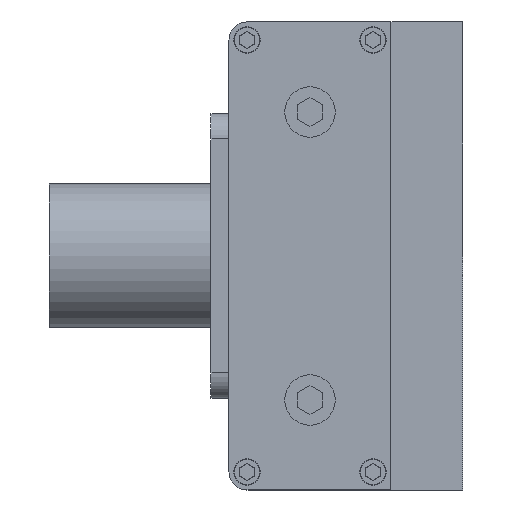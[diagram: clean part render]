
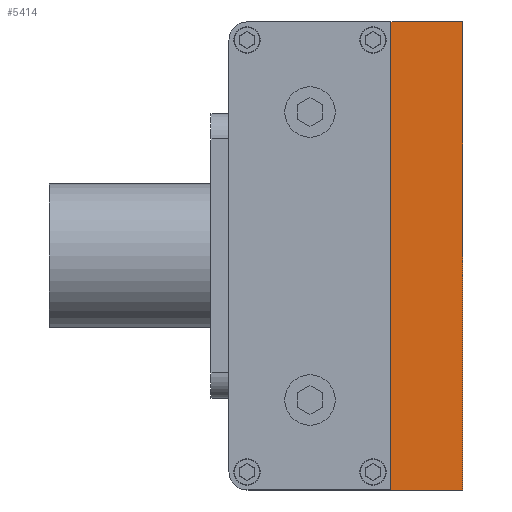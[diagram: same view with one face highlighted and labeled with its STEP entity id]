
A CAD part, left-side view. The second image highlights one B-rep face of the part: STEP entity #5414.
In plain terms, the highlighted planar face has unit normal (-1, 0, 0).
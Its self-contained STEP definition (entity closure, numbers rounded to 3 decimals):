
#263 = LINE ( 'NONE', #2681, #7736 ) ;
#522 = DIRECTION ( 'NONE',  ( 1., 0., 0. ) ) ;
#590 = VECTOR ( 'NONE', #7275, 1000. ) ;
#695 = CARTESIAN_POINT ( 'NONE',  ( -473., 0., -65. ) ) ;
#1342 = CARTESIAN_POINT ( 'NONE',  ( -473., -20., 65. ) ) ;
#1425 = DIRECTION ( 'NONE',  ( 0., 1., 0. ) ) ;
#1531 = CARTESIAN_POINT ( 'NONE',  ( -473., -20., 65. ) ) ;
#1961 = LINE ( 'NONE', #3677, #590 ) ;
#2067 = VERTEX_POINT ( 'NONE', #2846 ) ;
#2681 = CARTESIAN_POINT ( 'NONE',  ( -473., -20., 65. ) ) ;
#2846 = CARTESIAN_POINT ( 'NONE',  ( -473., -20., -65. ) ) ;
#3677 = CARTESIAN_POINT ( 'NONE',  ( -473., -20., -65. ) ) ;
#3947 = ORIENTED_EDGE ( 'NONE', *, *, #8481, .F. ) ;
#4604 = VERTEX_POINT ( 'NONE', #6795 ) ;
#4713 = ORIENTED_EDGE ( 'NONE', *, *, #8702, .T. ) ;
#4781 = DIRECTION ( 'NONE',  ( 0., 0., -1. ) ) ;
#5301 = VECTOR ( 'NONE', #1425, 1000. ) ;
#5414 = ADVANCED_FACE ( 'NONE', ( #9262 ), #7482, .F. ) ;
#5450 = CARTESIAN_POINT ( 'NONE',  ( -473., 0., 65. ) ) ;
#5583 = CARTESIAN_POINT ( 'NONE',  ( -473., -20., 65. ) ) ;
#5661 = VERTEX_POINT ( 'NONE', #5583 ) ;
#5744 = ORIENTED_EDGE ( 'NONE', *, *, #6022, .T. ) ;
#6020 = LINE ( 'NONE', #1531, #5301 ) ;
#6022 = EDGE_CURVE ( 'NONE', #4604, #7518, #6107, .T. ) ;
#6107 = LINE ( 'NONE', #5450, #9825 ) ;
#6295 = DIRECTION ( 'NONE',  ( 0., 0., -1. ) ) ;
#6795 = CARTESIAN_POINT ( 'NONE',  ( -473., 0., 65. ) ) ;
#7275 = DIRECTION ( 'NONE',  ( 0., 1., 0. ) ) ;
#7482 = PLANE ( 'NONE',  #8873 ) ;
#7518 = VERTEX_POINT ( 'NONE', #695 ) ;
#7736 = VECTOR ( 'NONE', #6295, 1000. ) ;
#8161 = EDGE_CURVE ( 'NONE', #5661, #2067, #263, .T. ) ;
#8481 = EDGE_CURVE ( 'NONE', #2067, #7518, #1961, .T. ) ;
#8702 = EDGE_CURVE ( 'NONE', #5661, #4604, #6020, .T. ) ;
#8873 = AXIS2_PLACEMENT_3D ( 'NONE', #1342, #522, #4781 ) ;
#9262 = FACE_OUTER_BOUND ( 'NONE', #9473, .T. ) ;
#9473 = EDGE_LOOP ( 'NONE', ( #5744, #3947, #10831, #4713 ) ) ;
#9825 = VECTOR ( 'NONE', #11660, 1000. ) ;
#10831 = ORIENTED_EDGE ( 'NONE', *, *, #8161, .F. ) ;
#11660 = DIRECTION ( 'NONE',  ( 0., 0., -1. ) ) ;
